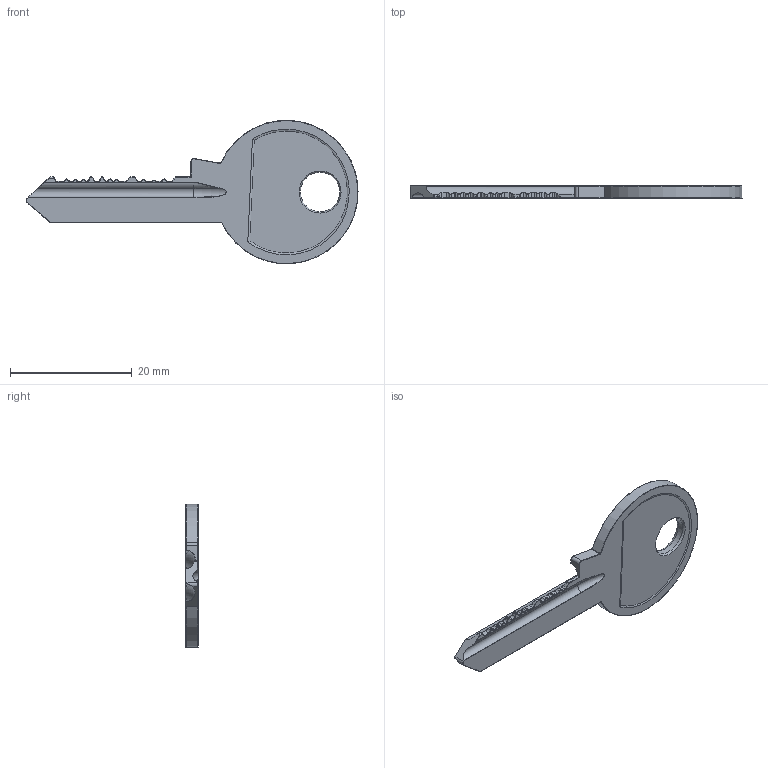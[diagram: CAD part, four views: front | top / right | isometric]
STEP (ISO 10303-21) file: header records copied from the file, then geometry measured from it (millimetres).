
FILE_DESCRIPTION(/* description */ (''),/* implementation_level */ '2;1');
FILE_NAME(/* name */ 'key.step',/* time_stamp */ '2022-12-08T12:29:57+01:00',/* author */ (''),/* organization */ (''),/* preprocessor_version */ 'ST-DEVELOPER v19.2',/* originating_system */ 'Autodesk Translation Framework v11.17.0.187',/* authorisation */ '');
FILE_SCHEMA (('AUTOMOTIVE_DESIGN { 1 0 10303 214 3 1 1 }'));
Length unit declared in the file: millimetre
Products named in the file (1): key
Bounding box: 54.58 x 2 x 23.54 mm (x, y, z)
Volume: 1017.5 mm3; surface area: 1611.6 mm2
Topology: 1 solids, 1 shells, 186 faces, 457 edges, 270 vertices
Faces by surface type: cylinder 90, torus 53, plane 30, bspline 12, sphere 1
Full cylindrical faces by diameter (mm): 6.5 x1
Entity records: 6482 total; most frequent: CARTESIAN_POINT 2116, DIRECTION 952, ORIENTED_EDGE 904, EDGE_CURVE 452, AXIS2_PLACEMENT_3D 393, VERTEX_POINT 270, EDGE_LOOP 190, FACE_OUTER_BOUND 186
